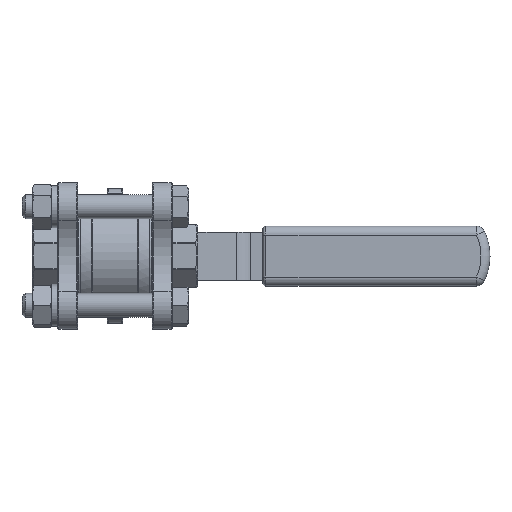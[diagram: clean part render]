
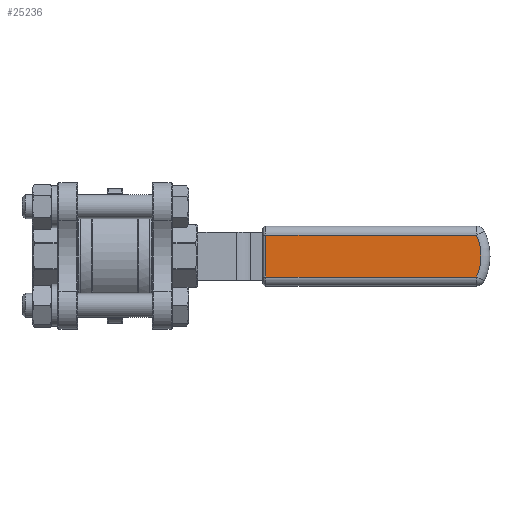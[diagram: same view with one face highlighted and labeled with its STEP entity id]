
A CAD part, front view. The second image highlights one B-rep face of the part: STEP entity #25236.
In plain terms, the highlighted planar face has unit normal (0, -1, 0).
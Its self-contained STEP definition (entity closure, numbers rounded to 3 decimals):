
#6667 = CARTESIAN_POINT ( 'NONE',  ( 50.314, 58.8, 7. ) ) ;
#6669 = CARTESIAN_POINT ( 'NONE',  ( 50.314, 58.8, -7. ) ) ;
#6674 = CARTESIAN_POINT ( 'NONE',  ( 120.442, 58.8, -7. ) ) ;
#6675 = CARTESIAN_POINT ( 'NONE',  ( 120.442, 58.8, 7. ) ) ;
#14044 = VERTEX_POINT ( 'NONE', #6667 ) ;
#14048 = VERTEX_POINT ( 'NONE', #6669 ) ;
#14057 = VERTEX_POINT ( 'NONE', #6674 ) ;
#14058 = VERTEX_POINT ( 'NONE', #6675 ) ;
#25236 = ADVANCED_FACE ( 'NONE', ( #34625 ), #34610, .F. ) ;
#25924 = EDGE_CURVE ( 'NONE', #14044, #14048, #47981, .T. ) ;
#25925 = EDGE_CURVE ( 'NONE', #14048, #14057, #47968, .T. ) ;
#25926 = EDGE_CURVE ( 'NONE', #14057, #14058, #41677, .T. ) ;
#25927 = EDGE_CURVE ( 'NONE', #14058, #14044, #47982, .T. ) ;
#31566 = AXIS2_PLACEMENT_3D ( 'NONE', #34635, #34636, #34637 ) ;
#31742 = ORIENTED_EDGE ( 'NONE', *, *, #25924, .T. ) ;
#31743 = ORIENTED_EDGE ( 'NONE', *, *, #25925, .T. ) ;
#31744 = ORIENTED_EDGE ( 'NONE', *, *, #25926, .T. ) ;
#31745 = ORIENTED_EDGE ( 'NONE', *, *, #25927, .T. ) ;
#34610 = PLANE ( 'NONE',  #31566 ) ;
#34625 = FACE_OUTER_BOUND ( 'NONE', #35570, .T. ) ;
#34635 = CARTESIAN_POINT ( 'NONE',  ( 125., 58.8, 87.965 ) ) ;
#34636 = DIRECTION ( 'NONE',  ( 0., 1., 0. ) ) ;
#34637 = DIRECTION ( 'NONE',  ( -1., 0., 0. ) ) ;
#35570 = EDGE_LOOP ( 'NONE', ( #31742, #31743, #31744, #31745 ) ) ;
#41671 = VECTOR ( 'NONE', #47986, 1000. ) ;
#41675 = VECTOR ( 'NONE', #47984, 1000. ) ;
#41677 = CIRCLE ( 'NONE', #41679, 16.5 ) ;
#41678 = VECTOR ( 'NONE', #47992, 1000. ) ;
#41679 = AXIS2_PLACEMENT_3D ( 'NONE', #47989, #47990, #47991 ) ;
#47968 = LINE ( 'NONE', #47985, #41671 ) ;
#47969 = CARTESIAN_POINT ( 'NONE',  ( 125., 58.8, 7. ) ) ;
#47981 = LINE ( 'NONE', #47983, #41675 ) ;
#47982 = LINE ( 'NONE', #47969, #41678 ) ;
#47983 = CARTESIAN_POINT ( 'NONE',  ( 50.314, 58.8, 87.965 ) ) ;
#47984 = DIRECTION ( 'NONE',  ( 0., 0., -1. ) ) ;
#47985 = CARTESIAN_POINT ( 'NONE',  ( 125., 58.8, -7. ) ) ;
#47986 = DIRECTION ( 'NONE',  ( 1., 0., 0. ) ) ;
#47989 = CARTESIAN_POINT ( 'NONE',  ( 105.5, 58.8, 0. ) ) ;
#47990 = DIRECTION ( 'NONE',  ( 0., -1., 0. ) ) ;
#47991 = DIRECTION ( 'NONE',  ( -1., 0., 0. ) ) ;
#47992 = DIRECTION ( 'NONE',  ( -1., 0., 0. ) ) ;
